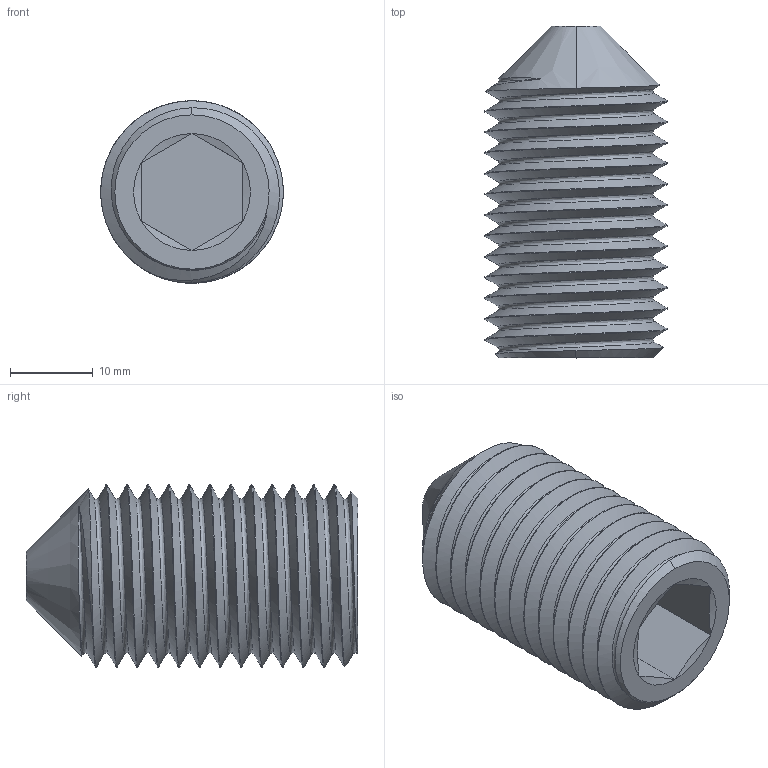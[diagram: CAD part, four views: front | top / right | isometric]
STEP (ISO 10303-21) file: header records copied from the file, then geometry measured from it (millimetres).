
FILE_DESCRIPTION (( 'STEP AP214' ), '1' );
FILE_NAME ('M22.STEP', '2019-03-27T17:43:39', ( '' ), ( '' ), 'SwSTEP 2.0', 'SolidWorks 2018', '' );
FILE_SCHEMA (( 'AUTOMOTIVE_DESIGN' ));
Length unit declared in the file: millimetre
Products named in the file (1): M22
Bounding box: 21.99 x 40 x 22 mm (x, y, z)
Volume: 9997.7 mm3; surface area: 4832.4 mm2
Topology: 1 solids, 1 shells, 49 faces, 126 edges, 80 vertices
Faces by surface type: cylinder 25, cone 12, plane 9, bspline 3
Entity records: 5154 total; most frequent: CARTESIAN_POINT 4127, ORIENTED_EDGE 252, DIRECTION 161, EDGE_CURVE 126, VERTEX_POINT 80, AXIS2_PLACEMENT_3D 60, EDGE_LOOP 50, ADVANCED_FACE 49
